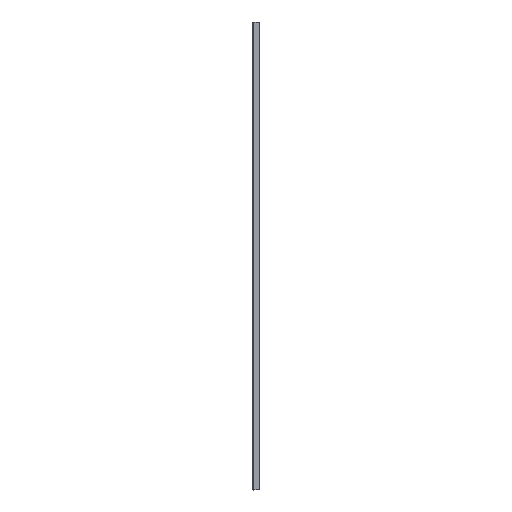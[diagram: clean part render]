
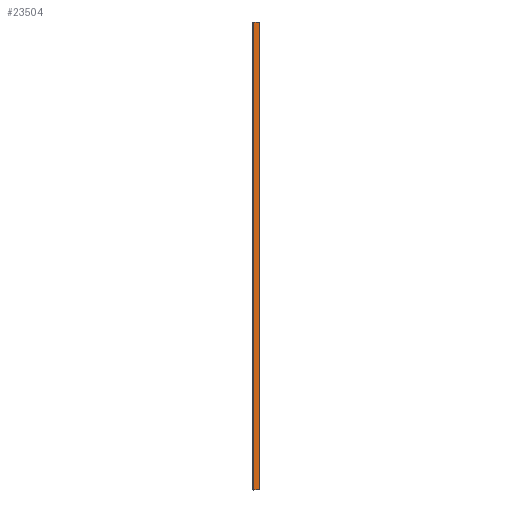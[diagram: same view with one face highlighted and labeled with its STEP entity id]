
A CAD part, left-side view. The second image highlights one B-rep face of the part: STEP entity #23504.
In plain terms, the highlighted planar face has unit normal (-1, 0, 0).
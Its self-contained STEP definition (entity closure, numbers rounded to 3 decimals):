
#863 = VECTOR ( 'NONE', #23037, 1000. ) ;
#865 = VECTOR ( 'NONE', #23040, 1000. ) ;
#871 = VECTOR ( 'NONE', #23053, 1000. ) ;
#873 = VECTOR ( 'NONE', #23059, 1000. ) ;
#5195 = LINE ( 'NONE', #23060, #873 ) ;
#5197 = LINE ( 'NONE', #23054, #871 ) ;
#5202 = LINE ( 'NONE', #23041, #865 ) ;
#5203 = LINE ( 'NONE', #23039, #863 ) ;
#5950 = FACE_OUTER_BOUND ( 'NONE', #13159, .T. ) ;
#6943 = CARTESIAN_POINT ( 'NONE',  ( -75., -41.002, -1500. ) ) ;
#6957 = CARTESIAN_POINT ( 'NONE',  ( -75., -6., 1500. ) ) ;
#6975 = CARTESIAN_POINT ( 'NONE',  ( -75., -41.002, 1500. ) ) ;
#6977 = CARTESIAN_POINT ( 'NONE',  ( -75., -6., -1500. ) ) ;
#8735 = AXIS2_PLACEMENT_3D ( 'NONE', #21012, #21011, #21010 ) ;
#9386 = VERTEX_POINT ( 'NONE', #6977 ) ;
#9389 = VERTEX_POINT ( 'NONE', #6975 ) ;
#9407 = VERTEX_POINT ( 'NONE', #6957 ) ;
#9422 = VERTEX_POINT ( 'NONE', #6943 ) ;
#12101 = ORIENTED_EDGE ( 'NONE', *, *, #21761, .T. ) ;
#12104 = ORIENTED_EDGE ( 'NONE', *, *, #21751, .T. ) ;
#12105 = ORIENTED_EDGE ( 'NONE', *, *, #21763, .T. ) ;
#12109 = ORIENTED_EDGE ( 'NONE', *, *, #21754, .T. ) ;
#13159 = EDGE_LOOP ( 'NONE', ( #12101, #12104, #12105, #12109 ) ) ;
#21010 = DIRECTION ( 'NONE',  ( 0., 0., -1. ) ) ;
#21011 = DIRECTION ( 'NONE',  ( 1., 0., 0. ) ) ;
#21012 = CARTESIAN_POINT ( 'NONE',  ( -75., 180.998, -1500. ) ) ;
#21013 = PLANE ( 'NONE',  #8735 ) ;
#21751 = EDGE_CURVE ( 'NONE', #9407, #9386, #5195, .T. ) ;
#21754 = EDGE_CURVE ( 'NONE', #9422, #9389, #5197, .T. ) ;
#21761 = EDGE_CURVE ( 'NONE', #9389, #9407, #5202, .T. ) ;
#21763 = EDGE_CURVE ( 'NONE', #9386, #9422, #5203, .T. ) ;
#23037 = DIRECTION ( 'NONE',  ( 0., -1., 0. ) ) ;
#23039 = CARTESIAN_POINT ( 'NONE',  ( -75., -41.002, -1500. ) ) ;
#23040 = DIRECTION ( 'NONE',  ( 0., 1., 0. ) ) ;
#23041 = CARTESIAN_POINT ( 'NONE',  ( -75., -41.002, 1500. ) ) ;
#23053 = DIRECTION ( 'NONE',  ( 0., 0., 1. ) ) ;
#23054 = CARTESIAN_POINT ( 'NONE',  ( -75., -41.002, 1500. ) ) ;
#23059 = DIRECTION ( 'NONE',  ( 0., 0., -1. ) ) ;
#23060 = CARTESIAN_POINT ( 'NONE',  ( -75., -6., -1500. ) ) ;
#23504 = ADVANCED_FACE ( 'NONE', ( #5950 ), #21013, .F. ) ;
